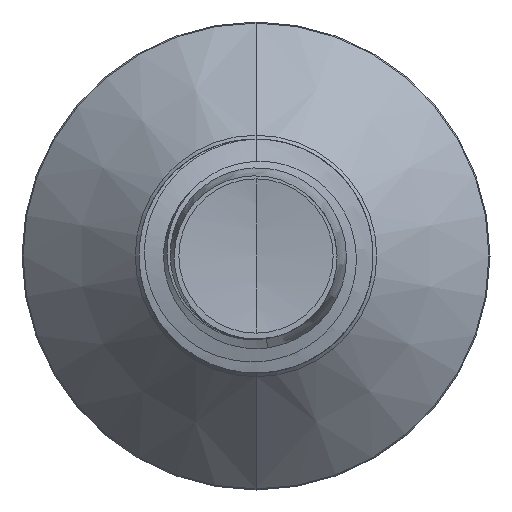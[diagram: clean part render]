
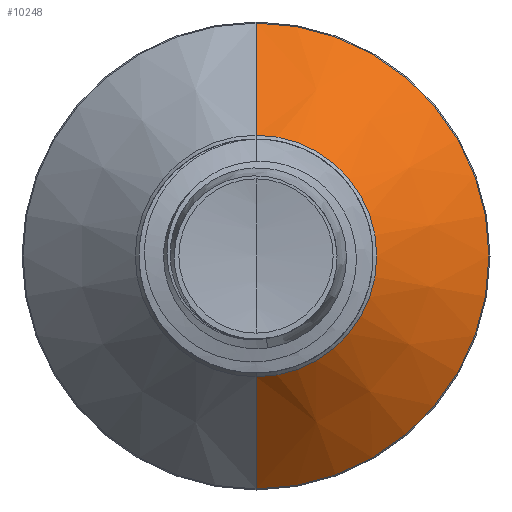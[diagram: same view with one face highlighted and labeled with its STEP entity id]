
A CAD part, front view. The second image highlights one B-rep face of the part: STEP entity #10248.
In plain terms, the highlighted conical face has half-angle 45 degrees and reference radius 4.129 mm.
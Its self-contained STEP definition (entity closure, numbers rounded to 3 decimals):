
#3143 = CARTESIAN_POINT ( 'NONE',  ( 0., 36.515, 7.965 ) ) ;
#3979 = VERTEX_POINT ( 'NONE', #10102 ) ;
#4001 = DIRECTION ( 'NONE',  ( 0., 1., 0. ) ) ;
#4030 = LINE ( 'NONE', #21073, #20489 ) ;
#4874 = DIRECTION ( 'NONE',  ( 0., 0.707, -0.707 ) ) ;
#5649 = CARTESIAN_POINT ( 'NONE',  ( 0., 32.679, 0. ) ) ;
#7097 = VERTEX_POINT ( 'NONE', #3143 ) ;
#7323 = EDGE_CURVE ( 'NONE', #7097, #27787, #23314, .T. ) ;
#7975 = EDGE_CURVE ( 'NONE', #3979, #27787, #4030, .T. ) ;
#8491 = VERTEX_POINT ( 'NONE', #8798 ) ;
#8588 = EDGE_CURVE ( 'NONE', #8491, #7097, #12894, .T. ) ;
#8798 = CARTESIAN_POINT ( 'NONE',  ( 0., 32.679, 4.129 ) ) ;
#10102 = CARTESIAN_POINT ( 'NONE',  ( 0., 32.679, -4.129 ) ) ;
#10248 = ADVANCED_FACE ( 'NONE', ( #13392 ), #26765, .T. ) ;
#10262 = CIRCLE ( 'NONE', #29501, 4.129 ) ;
#10577 = EDGE_CURVE ( 'NONE', #8491, #3979, #10262, .T. ) ;
#11183 = CARTESIAN_POINT ( 'NONE',  ( 0., 36.515, -7.965 ) ) ;
#12143 = DIRECTION ( 'NONE',  ( 0., 0.707, 0.707 ) ) ;
#12208 = ORIENTED_EDGE ( 'NONE', *, *, #10577, .T. ) ;
#12302 = ORIENTED_EDGE ( 'NONE', *, *, #7975, .T. ) ;
#12343 = ORIENTED_EDGE ( 'NONE', *, *, #7323, .F. ) ;
#12379 = ORIENTED_EDGE ( 'NONE', *, *, #8588, .F. ) ;
#12894 = LINE ( 'NONE', #27048, #27228 ) ;
#13392 = FACE_OUTER_BOUND ( 'NONE', #17326, .T. ) ;
#15752 = AXIS2_PLACEMENT_3D ( 'NONE', #23417, #4001, #26209 ) ;
#15770 = DIRECTION ( 'NONE',  ( 0., 1., 0. ) ) ;
#17326 = EDGE_LOOP ( 'NONE', ( #12208, #12302, #12343, #12379 ) ) ;
#18741 = DIRECTION ( 'NONE',  ( 0., 0., 1. ) ) ;
#20489 = VECTOR ( 'NONE', #4874, 1000. ) ;
#21073 = CARTESIAN_POINT ( 'NONE',  ( 0., 32.679, -4.129 ) ) ;
#21895 = DIRECTION ( 'NONE',  ( 0., 1., 0. ) ) ;
#23314 = CIRCLE ( 'NONE', #15752, 7.965 ) ;
#23417 = CARTESIAN_POINT ( 'NONE',  ( 0., 36.515, 0. ) ) ;
#26209 = DIRECTION ( 'NONE',  ( 0., 0., 1. ) ) ;
#26765 = CONICAL_SURFACE ( 'NONE', #27620, 4.129, 0.785 ) ;
#27048 = CARTESIAN_POINT ( 'NONE',  ( 0., 32.679, 4.129 ) ) ;
#27228 = VECTOR ( 'NONE', #12143, 1000. ) ;
#27620 = AXIS2_PLACEMENT_3D ( 'NONE', #5649, #21895, #18741 ) ;
#27787 = VERTEX_POINT ( 'NONE', #11183 ) ;
#29501 = AXIS2_PLACEMENT_3D ( 'NONE', #33277, #15770, #35823 ) ;
#33277 = CARTESIAN_POINT ( 'NONE',  ( 0., 32.679, 0. ) ) ;
#35823 = DIRECTION ( 'NONE',  ( 0., 0., 1. ) ) ;
